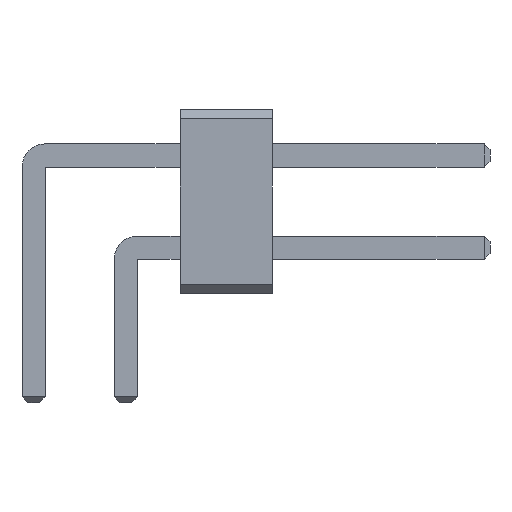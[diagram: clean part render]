
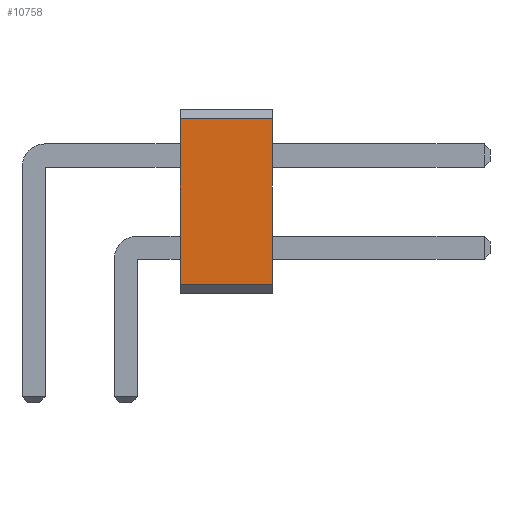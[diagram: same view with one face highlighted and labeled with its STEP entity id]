
A CAD part, front view. The second image highlights one B-rep face of the part: STEP entity #10758.
In plain terms, the highlighted planar face has unit normal (0, -1, 0).
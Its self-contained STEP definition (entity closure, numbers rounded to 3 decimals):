
#886 = VERTEX_POINT('',#887);
#887 = CARTESIAN_POINT('',(4.04,-80.01,4.826));
#893 = EDGE_CURVE('',#894,#886,#896,.T.);
#894 = VERTEX_POINT('',#895);
#895 = CARTESIAN_POINT('',(4.04,-80.01,0.254));
#896 = LINE('',#897,#898);
#897 = CARTESIAN_POINT('',(4.04,-80.01,0.254));
#898 = VECTOR('',#899,1.);
#899 = DIRECTION('',(0.,0.,1.));
#4599 = VERTEX_POINT('',#4600);
#4600 = CARTESIAN_POINT('',(6.58,-80.01,4.826));
#4606 = EDGE_CURVE('',#4607,#4599,#4609,.T.);
#4607 = VERTEX_POINT('',#4608);
#4608 = CARTESIAN_POINT('',(6.58,-80.01,0.254));
#4609 = LINE('',#4610,#4611);
#4610 = CARTESIAN_POINT('',(6.58,-80.01,0.254));
#4611 = VECTOR('',#4612,1.);
#4612 = DIRECTION('',(0.,0.,1.));
#10730 = EDGE_CURVE('',#894,#4607,#10731,.T.);
#10731 = LINE('',#10732,#10733);
#10732 = CARTESIAN_POINT('',(4.04,-80.01,0.254));
#10733 = VECTOR('',#10734,1.);
#10734 = DIRECTION('',(1.,0.,0.));
#10758 = ADVANCED_FACE('',(#10759),#10770,.T.);
#10759 = FACE_BOUND('',#10760,.T.);
#10760 = EDGE_LOOP('',(#10761,#10762,#10763,#10769));
#10761 = ORIENTED_EDGE('',*,*,#10730,.T.);
#10762 = ORIENTED_EDGE('',*,*,#4606,.T.);
#10763 = ORIENTED_EDGE('',*,*,#10764,.F.);
#10764 = EDGE_CURVE('',#886,#4599,#10765,.T.);
#10765 = LINE('',#10766,#10767);
#10766 = CARTESIAN_POINT('',(4.04,-80.01,4.826));
#10767 = VECTOR('',#10768,1.);
#10768 = DIRECTION('',(1.,0.,0.));
#10769 = ORIENTED_EDGE('',*,*,#893,.F.);
#10770 = PLANE('',#10771);
#10771 = AXIS2_PLACEMENT_3D('',#10772,#10773,#10774);
#10772 = CARTESIAN_POINT('',(4.04,-80.01,0.254));
#10773 = DIRECTION('',(0.,-1.,0.));
#10774 = DIRECTION('',(0.,0.,1.));
